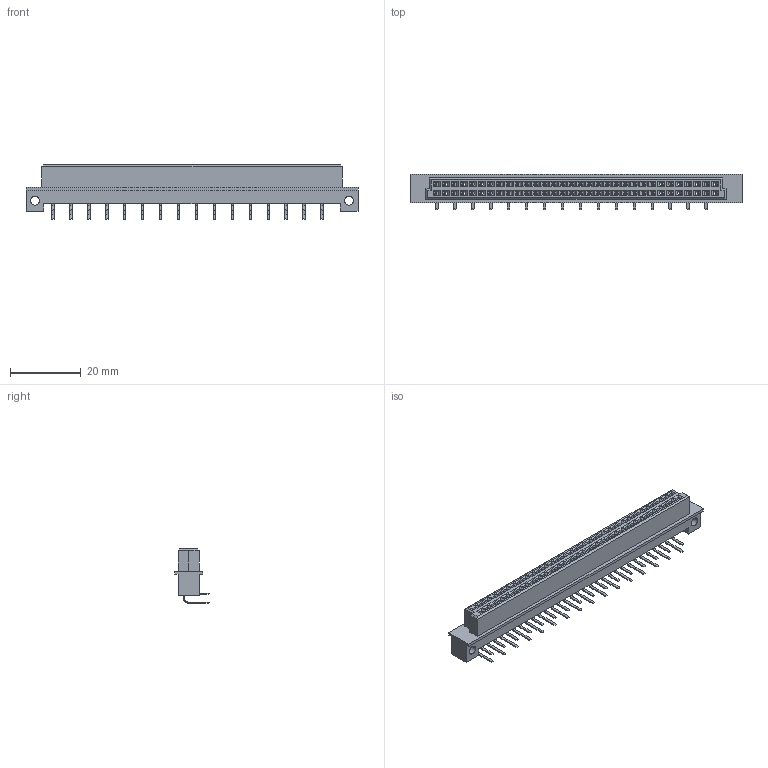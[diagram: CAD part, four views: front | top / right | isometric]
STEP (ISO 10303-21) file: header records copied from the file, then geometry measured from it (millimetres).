
FILE_DESCRIPTION (( 'STEP AP203' ), '1' );
FILE_NAME ('462-032-660-222.STEP', '2019-11-11T15:27:26', ( '' ), ( '' ), 'SwSTEP 2.0', 'SolidWorks 2020', '' );
FILE_SCHEMA (( 'CONFIG_CONTROL_DESIGN' ));
Length unit declared in the file: millimetre
Products named in the file (4): 462 Part_64; 462-290-1; 462-032-660-222; 462-290-2
Assembly tree (33 placements, depth 2):
  462-032-660-222
    462 Part_64
    462-290-1  x16
    462-290-2  x16
Bounding box: 94 x 9.9 x 15.43 mm (x, y, z)
Volume: 5573.8 mm3; surface area: 6704.4 mm2
Topology: 33 solids, 33 shells, 1315 faces, 3160 edges, 1976 vertices
Faces by surface type: plane 1247, cylinder 68
Entity records: 27112 total; most frequent: CARTESIAN_POINT 4507, ORIENTED_EDGE 4400, DIRECTION 4078, EDGE_CURVE 2200, VECTOR 2184, LINE 2184, VERTEX_POINT 1376, EDGE_LOOP 1092
